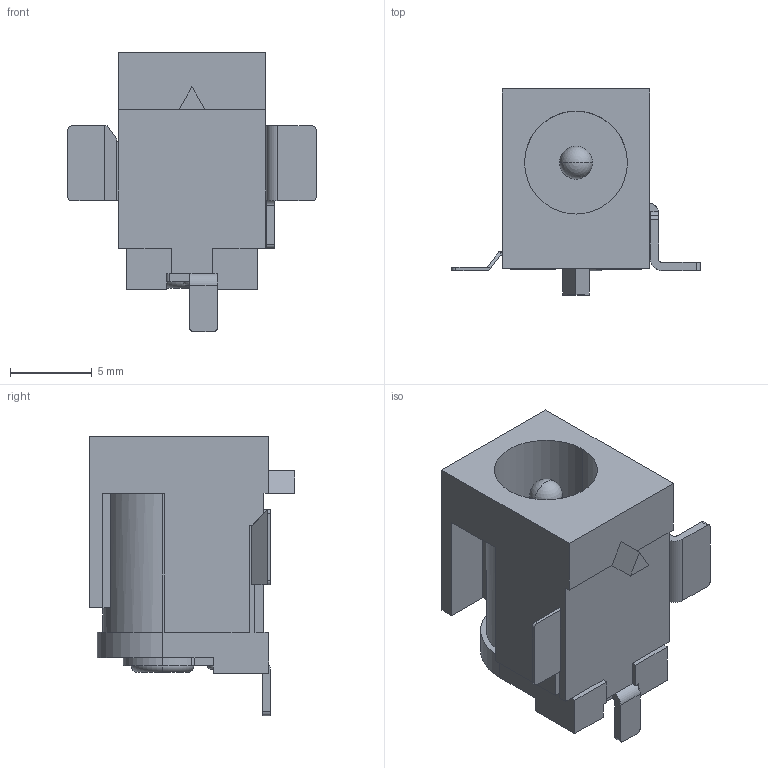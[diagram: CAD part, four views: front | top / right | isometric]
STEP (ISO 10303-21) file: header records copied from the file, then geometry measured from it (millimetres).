
FILE_DESCRIPTION((''),'2;1');
FILE_NAME('24685','2014-06-01T',('carefree'),(''),'PRO/ENGINEER BY PARAMETRIC TECHNOLOGY CORPORATION, 2005030','PRO/ENGINEER BY PARAMETRIC TECHNOLOGY CORPORATION, 2005030','');
FILE_SCHEMA(('CONFIG_CONTROL_DESIGN'));
Length unit declared in the file: millimetre
Products named in the file (1): 24685
Bounding box: 15.2 x 12.6 x 17.1 mm (x, y, z)
Volume: 976.1 mm3; surface area: 1275.7 mm2
Topology: 4 solids, 4 shells, 121 faces, 320 edges, 209 vertices
Faces by surface type: plane 85, cylinder 30, torus 4, sphere 2
Entity records: 3752 total; most frequent: CARTESIAN_POINT 656, ORIENTED_EDGE 636, DIRECTION 634, EDGE_CURVE 318, VECTOR 240, LINE 240, VERTEX_POINT 209, AXIS2_PLACEMENT_3D 197
